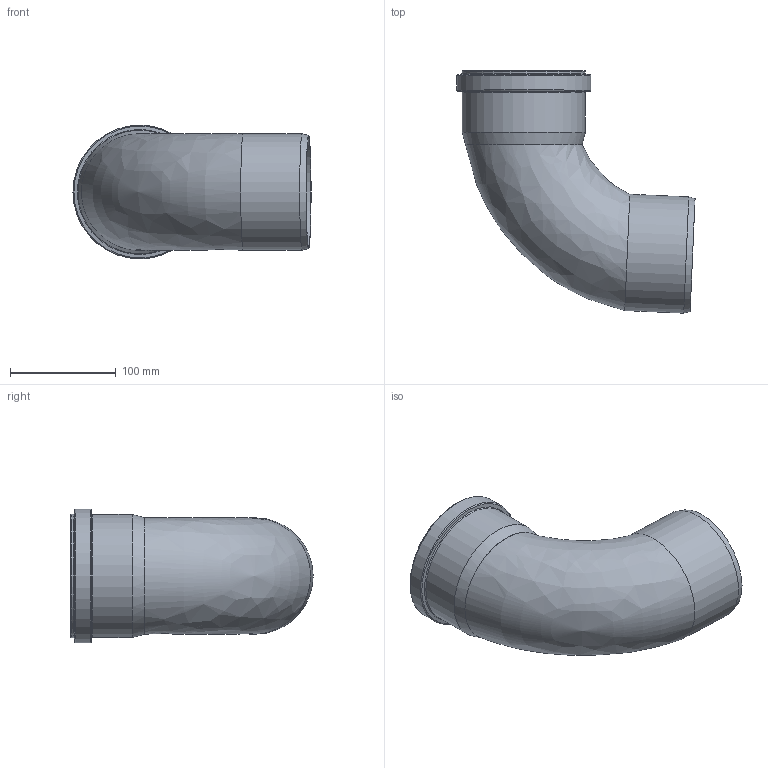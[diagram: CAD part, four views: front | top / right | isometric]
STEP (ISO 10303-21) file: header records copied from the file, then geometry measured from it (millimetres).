
FILE_DESCRIPTION(/* description */ (''),/* implementation_level */ '2;1');
FILE_NAME(/* name */ '228088.stp',/* time_stamp */ '2024-04-24T10:15:22+02:00',/* author */ ('corinna'),/* organization */ (''),/* preprocessor_version */ 'ST-DEVELOPER v20',/* originating_system */ 'Autodesk Inventor 2024',/* authorisation */ '');
FILE_SCHEMA (('AUTOMOTIVE_DESIGN { 1 0 10303 214 3 1 1 }'));
Length unit declared in the file: millimetre
Products named in the file (1): 228088
Bounding box: 225.48 x 229.36 x 126.6 mm (x, y, z)
Volume: 304926.3 mm3; surface area: 198218.5 mm2
Topology: 1 solids, 1 shells, 34 faces, 91 edges, 60 vertices
Faces by surface type: torus 10, cylinder 9, cone 7, plane 5, bspline 3
Full cylindrical faces by diameter (mm): 103.8 x1, 110.2 x1, 110.7 x1, 111 x2, 116.5 x1, 116.8 x1, 120.8 x1, 126.6 x1
Entity records: 1332 total; most frequent: CARTESIAN_POINT 396, DIRECTION 212, ORIENTED_EDGE 182, AXIS2_PLACEMENT_3D 98, EDGE_CURVE 91, CIRCLE 66, VERTEX_POINT 60, EDGE_LOOP 37
